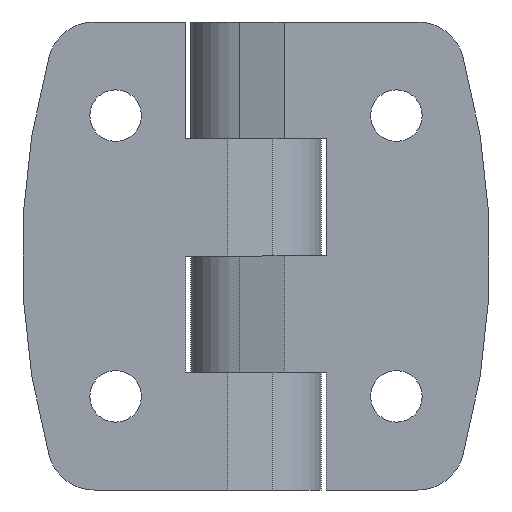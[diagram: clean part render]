
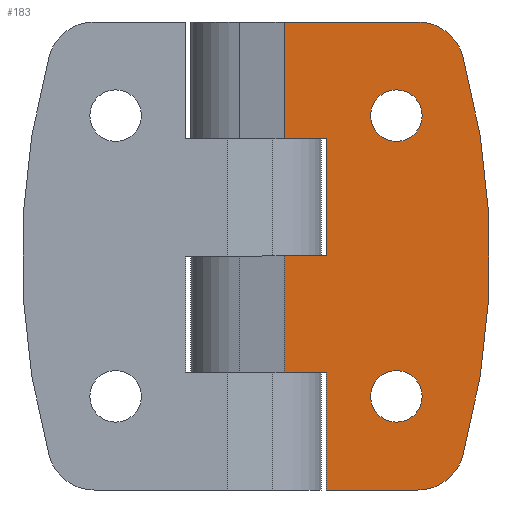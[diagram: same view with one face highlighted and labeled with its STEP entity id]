
A CAD part, front view. The second image highlights one B-rep face of the part: STEP entity #183.
In plain terms, the highlighted planar face has unit normal (0, -1, 0).
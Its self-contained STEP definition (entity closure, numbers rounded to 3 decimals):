
#4 = DIRECTION ( 'NONE',  ( 0., 0., -1. ) ) ;
#26 = VERTEX_POINT ( 'NONE', #363 ) ;
#28 = VERTEX_POINT ( 'NONE', #359 ) ;
#29 = ORIENTED_EDGE ( 'NONE', *, *, #31, .F. ) ;
#30 = ORIENTED_EDGE ( 'NONE', *, *, #156, .F. ) ;
#31 = EDGE_CURVE ( 'NONE', #388, #180, #362, .T. ) ;
#32 = EDGE_CURVE ( 'NONE', #28, #388, #535, .T. ) ;
#44 = VERTEX_POINT ( 'NONE', #515 ) ;
#51 = VERTEX_POINT ( 'NONE', #660 ) ;
#52 = EDGE_CURVE ( 'NONE', #53, #151, #517, .T. ) ;
#53 = VERTEX_POINT ( 'NONE', #552 ) ;
#63 = EDGE_CURVE ( 'NONE', #44, #51, #638, .T. ) ;
#106 = CARTESIAN_POINT ( 'NONE',  ( -3., -8., 0. ) ) ;
#151 = VERTEX_POINT ( 'NONE', #424 ) ;
#154 = EDGE_CURVE ( 'NONE', #253, #393, #597, .T. ) ;
#155 = ORIENTED_EDGE ( 'NONE', *, *, #162, .T. ) ;
#156 = EDGE_CURVE ( 'NONE', #26, #393, #425, .T. ) ;
#158 = EDGE_CURVE ( 'NONE', #410, #385, #435, .T. ) ;
#159 = EDGE_CURVE ( 'NONE', #26, #163, #592, .T. ) ;
#160 = ORIENTED_EDGE ( 'NONE', *, *, #412, .F. ) ;
#161 = ORIENTED_EDGE ( 'NONE', *, *, #159, .T. ) ;
#162 = EDGE_CURVE ( 'NONE', #163, #385, #591, .T. ) ;
#163 = VERTEX_POINT ( 'NONE', #358 ) ;
#166 = EDGE_CURVE ( 'NONE', #180, #170, #577, .T. ) ;
#170 = VERTEX_POINT ( 'NONE', #106 ) ;
#180 = VERTEX_POINT ( 'NONE', #814 ) ;
#183 = ADVANCED_FACE ( 'NONE', ( #818, #734, #815 ), #762, .F. ) ;
#184 = ORIENTED_EDGE ( 'NONE', *, *, #52, .T. ) ;
#185 = ORIENTED_EDGE ( 'NONE', *, *, #187, .T. ) ;
#186 = EDGE_LOOP ( 'NONE', ( #391, #350, #349, #29, #351, #340, #406, #30, #161, #155, #411, #160 ) ) ;
#187 = EDGE_CURVE ( 'NONE', #151, #53, #765, .T. ) ;
#253 = VERTEX_POINT ( 'NONE', #695 ) ;
#338 = ORIENTED_EDGE ( 'NONE', *, *, #386, .T. ) ;
#340 = ORIENTED_EDGE ( 'NONE', *, *, #342, .F. ) ;
#342 = EDGE_CURVE ( 'NONE', #253, #28, #863, .T. ) ;
#343 = VERTEX_POINT ( 'NONE', #885 ) ;
#349 = ORIENTED_EDGE ( 'NONE', *, *, #166, .F. ) ;
#350 = ORIENTED_EDGE ( 'NONE', *, *, #392, .F. ) ;
#351 = ORIENTED_EDGE ( 'NONE', *, *, #32, .F. ) ;
#355 = DIRECTION ( 'NONE',  ( 1., 0., 0. ) ) ;
#356 = VECTOR ( 'NONE', #355, 1000. ) ;
#357 = CARTESIAN_POINT ( 'NONE',  ( 7., -8., 12.5 ) ) ;
#358 = CARTESIAN_POINT ( 'NONE',  ( -17.284, -8., -25. ) ) ;
#359 = CARTESIAN_POINT ( 'NONE',  ( -7.5, -8., 25. ) ) ;
#362 = LINE ( 'NONE', #357, #356 ) ;
#363 = CARTESIAN_POINT ( 'NONE',  ( -22.103, -8., -21.333 ) ) ;
#385 = VERTEX_POINT ( 'NONE', #866 ) ;
#386 = EDGE_CURVE ( 'NONE', #51, #44, #982, .T. ) ;
#387 = VERTEX_POINT ( 'NONE', #991 ) ;
#388 = VERTEX_POINT ( 'NONE', #975 ) ;
#389 = ORIENTED_EDGE ( 'NONE', *, *, #63, .T. ) ;
#390 = EDGE_CURVE ( 'NONE', #387, #343, #976, .T. ) ;
#391 = ORIENTED_EDGE ( 'NONE', *, *, #390, .F. ) ;
#392 = EDGE_CURVE ( 'NONE', #170, #387, #966, .T. ) ;
#393 = VERTEX_POINT ( 'NONE', #969 ) ;
#400 = EDGE_LOOP ( 'NONE', ( #185, #184 ) ) ;
#406 = ORIENTED_EDGE ( 'NONE', *, *, #154, .T. ) ;
#408 = EDGE_LOOP ( 'NONE', ( #338, #389 ) ) ;
#410 = VERTEX_POINT ( 'NONE', #961 ) ;
#411 = ORIENTED_EDGE ( 'NONE', *, *, #158, .F. ) ;
#412 = EDGE_CURVE ( 'NONE', #343, #410, #903, .T. ) ;
#423 = CARTESIAN_POINT ( 'NONE',  ( -17.284, -8., 20. ) ) ;
#424 = CARTESIAN_POINT ( 'NONE',  ( -15., -8., -12.25 ) ) ;
#425 = CIRCLE ( 'NONE', #601, 80. ) ;
#432 = AXIS2_PLACEMENT_3D ( 'NONE', #588, #580, #579 ) ;
#435 = LINE ( 'NONE', #602, #587 ) ;
#515 = CARTESIAN_POINT ( 'NONE',  ( -15., -8., 12.25 ) ) ;
#517 = CIRCLE ( 'NONE', #656, 2.75 ) ;
#532 = DIRECTION ( 'NONE',  ( 0., 0., -1. ) ) ;
#533 = VECTOR ( 'NONE', #532, 1000. ) ;
#534 = CARTESIAN_POINT ( 'NONE',  ( -7.5, -8., 25. ) ) ;
#535 = LINE ( 'NONE', #534, #533 ) ;
#552 = CARTESIAN_POINT ( 'NONE',  ( -15., -8., -17.75 ) ) ;
#574 = VECTOR ( 'NONE', #581, 1000. ) ;
#575 = VECTOR ( 'NONE', #4, 1000. ) ;
#576 = CARTESIAN_POINT ( 'NONE',  ( -3., -8., 25. ) ) ;
#577 = LINE ( 'NONE', #576, #575 ) ;
#579 = DIRECTION ( 'NONE',  ( 0., 0., 1. ) ) ;
#580 = DIRECTION ( 'NONE',  ( 0., -1., 0. ) ) ;
#581 = DIRECTION ( 'NONE',  ( 1., 0., 0. ) ) ;
#582 = CARTESIAN_POINT ( 'NONE',  ( -25., -8., -25. ) ) ;
#586 = DIRECTION ( 'NONE',  ( 0., 0., -1. ) ) ;
#587 = VECTOR ( 'NONE', #586, 1000. ) ;
#588 = CARTESIAN_POINT ( 'NONE',  ( -17.284, -8., -20. ) ) ;
#589 = DIRECTION ( 'NONE',  ( 0., 0., 1. ) ) ;
#590 = DIRECTION ( 'NONE',  ( 0., 1., 0. ) ) ;
#591 = LINE ( 'NONE', #582, #574 ) ;
#592 = CIRCLE ( 'NONE', #432, 5. ) ;
#593 = CARTESIAN_POINT ( 'NONE',  ( 55., -8., 0. ) ) ;
#594 = DIRECTION ( 'NONE',  ( 0., 0., 1. ) ) ;
#595 = DIRECTION ( 'NONE',  ( 0., -1., 0. ) ) ;
#596 = AXIS2_PLACEMENT_3D ( 'NONE', #423, #595, #594 ) ;
#597 = CIRCLE ( 'NONE', #596, 5. ) ;
#601 = AXIS2_PLACEMENT_3D ( 'NONE', #593, #590, #589 ) ;
#602 = CARTESIAN_POINT ( 'NONE',  ( -3., -8., 25. ) ) ;
#633 = DIRECTION ( 'NONE',  ( 0., 0., 1. ) ) ;
#634 = DIRECTION ( 'NONE',  ( 0., 1., 0. ) ) ;
#638 = CIRCLE ( 'NONE', #647, 2.75 ) ;
#647 = AXIS2_PLACEMENT_3D ( 'NONE', #652, #634, #633 ) ;
#652 = CARTESIAN_POINT ( 'NONE',  ( -15., -8., 15. ) ) ;
#653 = DIRECTION ( 'NONE',  ( 0., 0., 1. ) ) ;
#654 = DIRECTION ( 'NONE',  ( 0., 1., 0. ) ) ;
#655 = CARTESIAN_POINT ( 'NONE',  ( -15., -8., -15. ) ) ;
#656 = AXIS2_PLACEMENT_3D ( 'NONE', #655, #654, #653 ) ;
#660 = CARTESIAN_POINT ( 'NONE',  ( -15., -8., 17.75 ) ) ;
#681 = DIRECTION ( 'NONE',  ( 0., 0., 1. ) ) ;
#695 = CARTESIAN_POINT ( 'NONE',  ( -17.284, -8., 25. ) ) ;
#697 = AXIS2_PLACEMENT_3D ( 'NONE', #813, #764, #681 ) ;
#734 = FACE_BOUND ( 'NONE', #408, .T. ) ;
#739 = DIRECTION ( 'NONE',  ( 0., 0., 1. ) ) ;
#740 = DIRECTION ( 'NONE',  ( 0., 1., 0. ) ) ;
#762 = PLANE ( 'NONE',  #697 ) ;
#764 = DIRECTION ( 'NONE',  ( 0., 1., 0. ) ) ;
#765 = CIRCLE ( 'NONE', #777, 2.75 ) ;
#777 = AXIS2_PLACEMENT_3D ( 'NONE', #778, #740, #739 ) ;
#778 = CARTESIAN_POINT ( 'NONE',  ( -15., -8., -15. ) ) ;
#813 = CARTESIAN_POINT ( 'NONE',  ( -25., -8., 25. ) ) ;
#814 = CARTESIAN_POINT ( 'NONE',  ( -3., -8., 12.5 ) ) ;
#815 = FACE_OUTER_BOUND ( 'NONE', #186, .T. ) ;
#818 = FACE_BOUND ( 'NONE', #400, .T. ) ;
#860 = DIRECTION ( 'NONE',  ( 1., 0., 0. ) ) ;
#861 = VECTOR ( 'NONE', #860, 1000. ) ;
#862 = CARTESIAN_POINT ( 'NONE',  ( -25., -8., 25. ) ) ;
#863 = LINE ( 'NONE', #862, #861 ) ;
#864 = AXIS2_PLACEMENT_3D ( 'NONE', #979, #978, #977 ) ;
#866 = CARTESIAN_POINT ( 'NONE',  ( -3., -8., -25. ) ) ;
#885 = CARTESIAN_POINT ( 'NONE',  ( -7.5, -8., -12.5 ) ) ;
#902 = CARTESIAN_POINT ( 'NONE',  ( -7.5, -8., -12.5 ) ) ;
#903 = LINE ( 'NONE', #902, #952 ) ;
#951 = DIRECTION ( 'NONE',  ( 1., 0., 0. ) ) ;
#952 = VECTOR ( 'NONE', #951, 1000. ) ;
#961 = CARTESIAN_POINT ( 'NONE',  ( -3., -8., -12.5 ) ) ;
#963 = DIRECTION ( 'NONE',  ( -1., 0., 0. ) ) ;
#964 = VECTOR ( 'NONE', #963, 1000. ) ;
#965 = CARTESIAN_POINT ( 'NONE',  ( -7.5, -8., 0. ) ) ;
#966 = LINE ( 'NONE', #965, #964 ) ;
#969 = CARTESIAN_POINT ( 'NONE',  ( -22.103, -8., 21.333 ) ) ;
#971 = DIRECTION ( 'NONE',  ( 0., 0., -1. ) ) ;
#972 = VECTOR ( 'NONE', #971, 1000. ) ;
#973 = CARTESIAN_POINT ( 'NONE',  ( -7.5, -8., 0. ) ) ;
#975 = CARTESIAN_POINT ( 'NONE',  ( -7.5, -8., 12.5 ) ) ;
#976 = LINE ( 'NONE', #973, #972 ) ;
#977 = DIRECTION ( 'NONE',  ( 0., 0., 1. ) ) ;
#978 = DIRECTION ( 'NONE',  ( 0., 1., 0. ) ) ;
#979 = CARTESIAN_POINT ( 'NONE',  ( -15., -8., 15. ) ) ;
#982 = CIRCLE ( 'NONE', #864, 2.75 ) ;
#991 = CARTESIAN_POINT ( 'NONE',  ( -7.5, -8., 0. ) ) ;
